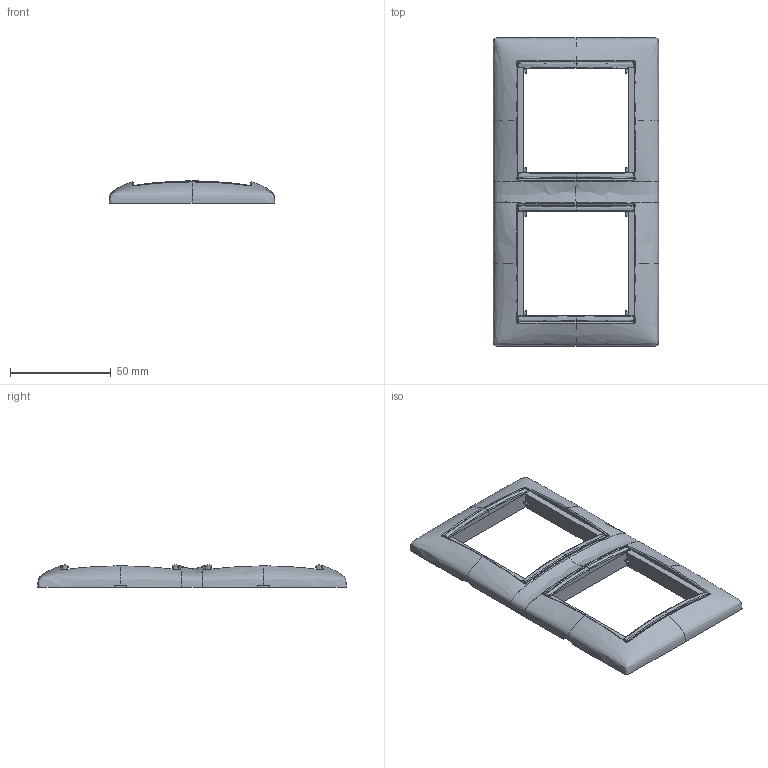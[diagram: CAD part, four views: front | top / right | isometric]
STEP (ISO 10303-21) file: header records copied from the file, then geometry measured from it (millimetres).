
FILE_DESCRIPTION (( 'STEP AP214' ), '1' );
FILE_NAME ('774452.STEP', '2025-09-02T10:44:31', ( '' ), ( '' ), 'SwSTEP 2.0', 'SolidWorks 2022', '' );
FILE_SCHEMA (( 'AUTOMOTIVE_DESIGN' ));
Length unit declared in the file: millimetre
Products named in the file (1): 774452
Bounding box: 82 x 153 x 11.07 mm (x, y, z)
Volume: 56548.6 mm3; surface area: 22054.2 mm2
Topology: 1 solids, 5 shells, 401 faces, 1065 edges, 678 vertices
Faces by surface type: bspline 188, plane 139, cylinder 66, cone 8
Entity records: 29192 total; most frequent: CARTESIAN_POINT 21034, ORIENTED_EDGE 2130, EDGE_CURVE 1065, DIRECTION 934, VERTEX_POINT 678, B_SPLINE_CURVE_WITH_KNOTS 579, EDGE_LOOP 409, LINE 402
